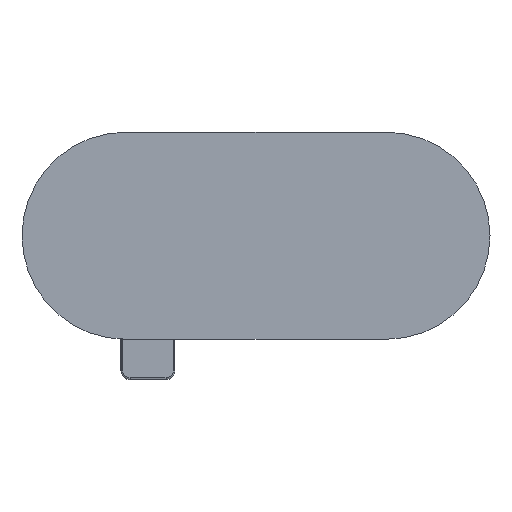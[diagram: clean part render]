
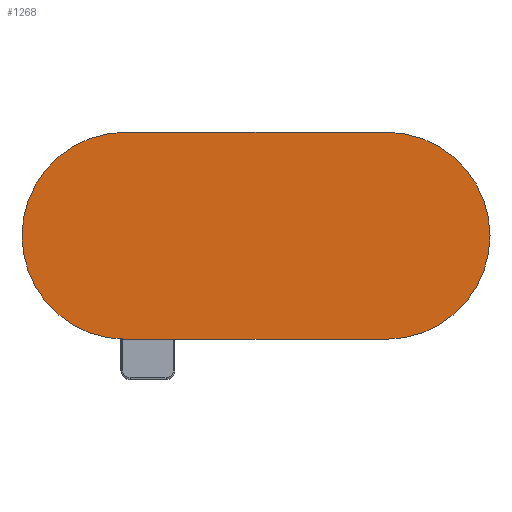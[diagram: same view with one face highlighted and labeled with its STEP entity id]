
A CAD part, front view. The second image highlights one B-rep face of the part: STEP entity #1268.
In plain terms, the highlighted face is planar.
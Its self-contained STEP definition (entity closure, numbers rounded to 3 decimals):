
#92=PLANE('',#1489);
#202=FACE_OUTER_BOUND('',#290,.T.);
#290=EDGE_LOOP('',(#1047,#1048,#1049,#1050));
#368=LINE('',#3059,#438);
#369=LINE('',#3062,#439);
#438=VECTOR('',#1824,145.);
#439=VECTOR('',#1827,145.);
#522=CIRCLE('',#1490,57.5);
#523=CIRCLE('',#1491,57.5);
#636=VERTEX_POINT('',#3055);
#637=VERTEX_POINT('',#3056);
#638=VERTEX_POINT('',#3058);
#639=VERTEX_POINT('',#3060);
#783=EDGE_CURVE('',#636,#637,#522,.T.);
#784=EDGE_CURVE('',#638,#636,#368,.T.);
#785=EDGE_CURVE('',#639,#638,#523,.T.);
#786=EDGE_CURVE('',#637,#639,#369,.T.);
#1047=ORIENTED_EDGE('',*,*,#783,.F.);
#1048=ORIENTED_EDGE('',*,*,#784,.F.);
#1049=ORIENTED_EDGE('',*,*,#785,.F.);
#1050=ORIENTED_EDGE('',*,*,#786,.F.);
#1268=ADVANCED_FACE('',(#202),#92,.F.);
#1489=AXIS2_PLACEMENT_3D('',#3054,#1820,#1821);
#1490=AXIS2_PLACEMENT_3D('',#3057,#1822,#1823);
#1491=AXIS2_PLACEMENT_3D('',#3061,#1825,#1826);
#1820=DIRECTION('center_axis',(0.,0.,1.));
#1821=DIRECTION('ref_axis',(1.,0.,0.));
#1822=DIRECTION('center_axis',(0.,0.,1.));
#1823=DIRECTION('ref_axis',(0.,-1.,0.));
#1824=DIRECTION('',(1.,0.,0.));
#1825=DIRECTION('center_axis',(0.,0.,1.));
#1826=DIRECTION('ref_axis',(0.,1.,0.));
#1827=DIRECTION('',(-1.,0.,0.));
#3054=CARTESIAN_POINT('Origin',(60.,59.8,50.));
#3055=CARTESIAN_POINT('',(132.5,-57.5,50.));
#3056=CARTESIAN_POINT('',(132.5,57.5,50.));
#3057=CARTESIAN_POINT('Origin',(132.5,0.,50.));
#3058=CARTESIAN_POINT('',(-12.5,-57.5,50.));
#3059=CARTESIAN_POINT('',(-12.5,-57.5,50.));
#3060=CARTESIAN_POINT('',(-12.5,57.5,50.));
#3061=CARTESIAN_POINT('Origin',(-12.5,0.,50.));
#3062=CARTESIAN_POINT('',(132.5,57.5,50.));
